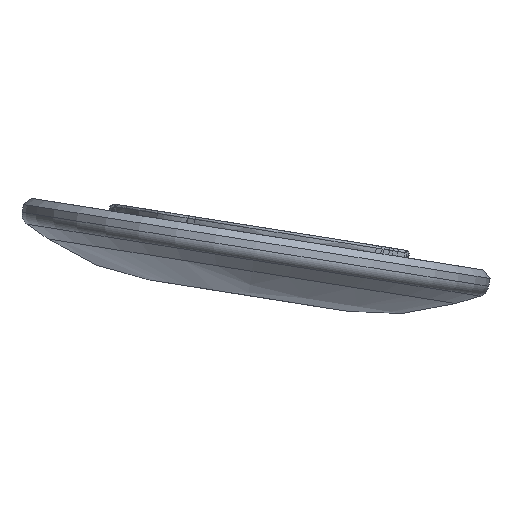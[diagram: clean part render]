
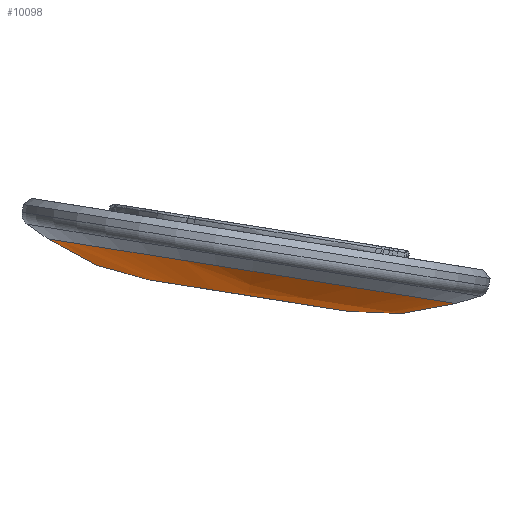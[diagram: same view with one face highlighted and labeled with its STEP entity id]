
A CAD part, left-side view. The second image highlights one B-rep face of the part: STEP entity #10098.
In plain terms, the highlighted free-form (B-spline) face has degree [2, 2] with [3, 9] control points.
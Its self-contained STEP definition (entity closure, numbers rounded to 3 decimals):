
#176=(
BOUNDED_SURFACE()
B_SPLINE_SURFACE(2,2,((#24991,#24992,#24993,#24994,#24995,#24996,#24997,
#24998,#24999),(#25000,#25001,#25002,#25003,#25004,#25005,#25006,#25007,
#25008),(#25009,#25010,#25011,#25012,#25013,#25014,#25015,#25016,#25017)),
 .UNSPECIFIED.,.F.,.T.,.F.)
B_SPLINE_SURFACE_WITH_KNOTS((3,3),(3,2,2,2,3),(-1.571,-1.117),
(-3.142,-1.571,0.,1.571,3.142),
 .UNSPECIFIED.)
GEOMETRIC_REPRESENTATION_ITEM()
RATIONAL_B_SPLINE_SURFACE(((1.,0.707,1.,0.707,1.,
0.707,1.,0.707,1.),(0.974,0.689,
0.974,0.689,0.974,0.689,
0.974,0.689,0.974),(1.,0.707,
1.,0.707,1.,0.707,1.,0.707,1.)))
REPRESENTATION_ITEM('')
SURFACE()
);
#331=CIRCLE('',#10778,8.475);
#333=CIRCLE('',#10781,10.);
#334=CIRCLE('',#10782,4.091);
#867=FACE_OUTER_BOUND('',#1534,.T.);
#1534=EDGE_LOOP('',(#7762,#7763,#7764,#7765));
#4332=VERTEX_POINT('',#24984);
#4334=VERTEX_POINT('',#25018);
#5532=EDGE_CURVE('',#4332,#4332,#331,.T.);
#5536=EDGE_CURVE('',#4332,#4334,#333,.T.);
#5537=EDGE_CURVE('',#4334,#4334,#334,.T.);
#7762=ORIENTED_EDGE('',*,*,#5532,.T.);
#7763=ORIENTED_EDGE('',*,*,#5536,.T.);
#7764=ORIENTED_EDGE('',*,*,#5537,.T.);
#7765=ORIENTED_EDGE('',*,*,#5536,.F.);
#10098=ADVANCED_FACE('',(#867),#176,.F.);
#10778=AXIS2_PLACEMENT_3D('',#24985,#11768,#11769);
#10781=AXIS2_PLACEMENT_3D('',#25019,#11776,#11777);
#10782=AXIS2_PLACEMENT_3D('',#25020,#11778,#11779);
#11768=DIRECTION('center_axis',(0.,0.139,
-0.99));
#11769=DIRECTION('ref_axis',(1.,0.,0.));
#11776=DIRECTION('center_axis',(0.,-0.99,
-0.139));
#11777=DIRECTION('ref_axis',(-1.,0.,0.));
#11778=DIRECTION('center_axis',(0.,-0.139,
0.99));
#11779=DIRECTION('ref_axis',(1.,0.,0.));
#24984=CARTESIAN_POINT('',(341.179,194.268,69.065));
#24985=CARTESIAN_POINT('Origin',(349.655,194.268,69.065));
#24991=CARTESIAN_POINT('Ctrl Pts',(345.563,194.408,68.063));
#24992=CARTESIAN_POINT('Ctrl Pts',(345.563,190.357,67.493));
#24993=CARTESIAN_POINT('Ctrl Pts',(349.655,190.357,67.493));
#24994=CARTESIAN_POINT('Ctrl Pts',(353.746,190.357,67.493));
#24995=CARTESIAN_POINT('Ctrl Pts',(353.746,194.408,68.063));
#24996=CARTESIAN_POINT('Ctrl Pts',(353.746,198.46,68.632));
#24997=CARTESIAN_POINT('Ctrl Pts',(349.655,198.46,68.632));
#24998=CARTESIAN_POINT('Ctrl Pts',(345.563,198.46,68.632));
#24999=CARTESIAN_POINT('Ctrl Pts',(345.563,194.408,68.063));
#25000=CARTESIAN_POINT('Ctrl Pts',(343.255,194.408,68.063));
#25001=CARTESIAN_POINT('Ctrl Pts',(343.255,188.071,67.172));
#25002=CARTESIAN_POINT('Ctrl Pts',(349.655,188.071,67.172));
#25003=CARTESIAN_POINT('Ctrl Pts',(356.055,188.071,67.172));
#25004=CARTESIAN_POINT('Ctrl Pts',(356.055,194.408,68.063));
#25005=CARTESIAN_POINT('Ctrl Pts',(356.055,200.746,68.953));
#25006=CARTESIAN_POINT('Ctrl Pts',(349.655,200.746,68.953));
#25007=CARTESIAN_POINT('Ctrl Pts',(343.255,200.746,68.953));
#25008=CARTESIAN_POINT('Ctrl Pts',(343.255,194.408,68.063));
#25009=CARTESIAN_POINT('Ctrl Pts',(341.179,194.268,69.065));
#25010=CARTESIAN_POINT('Ctrl Pts',(341.179,185.875,67.885));
#25011=CARTESIAN_POINT('Ctrl Pts',(349.655,185.875,67.885));
#25012=CARTESIAN_POINT('Ctrl Pts',(358.13,185.875,67.885));
#25013=CARTESIAN_POINT('Ctrl Pts',(358.13,194.268,69.065));
#25014=CARTESIAN_POINT('Ctrl Pts',(358.13,202.66,70.244));
#25015=CARTESIAN_POINT('Ctrl Pts',(349.655,202.66,70.244));
#25016=CARTESIAN_POINT('Ctrl Pts',(341.179,202.66,70.244));
#25017=CARTESIAN_POINT('Ctrl Pts',(341.179,194.268,69.065));
#25018=CARTESIAN_POINT('',(345.563,194.408,68.063));
#25019=CARTESIAN_POINT('Origin',(345.563,193.017,77.965));
#25020=CARTESIAN_POINT('Origin',(349.655,194.408,68.063));
